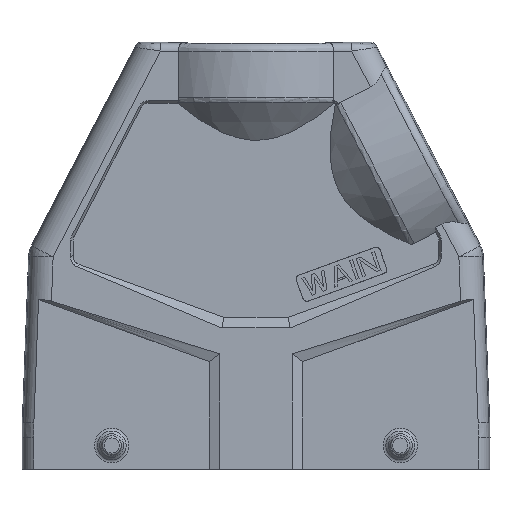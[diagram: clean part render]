
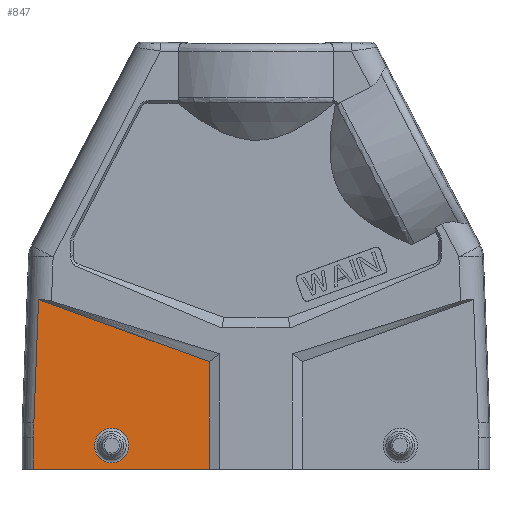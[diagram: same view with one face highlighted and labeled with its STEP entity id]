
A CAD part, top view. The second image highlights one B-rep face of the part: STEP entity #847.
In plain terms, the highlighted planar face has unit normal (0, 0, 1).
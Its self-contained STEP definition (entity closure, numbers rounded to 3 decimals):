
#251=FACE_BOUND('',#1883,.T.);
#252=FACE_BOUND('',#1884,.T.);
#516=CIRCLE('',#7605,97.302);
#526=CIRCLE('',#7641,4.414);
#847=ADVANCED_FACE('',(#251,#252),#1065,.T.);
#1065=PLANE('',#7642);
#1883=EDGE_LOOP('',(#3790));
#1884=EDGE_LOOP('',(#3791,#3792,#3793,#3794,#3795,#3796));
#3790=ORIENTED_EDGE('',*,*,#5714,.F.);
#3791=ORIENTED_EDGE('',*,*,#5667,.T.);
#3792=ORIENTED_EDGE('',*,*,#5671,.F.);
#3793=ORIENTED_EDGE('',*,*,#5674,.F.);
#3794=ORIENTED_EDGE('',*,*,#5664,.T.);
#3795=ORIENTED_EDGE('',*,*,#5660,.F.);
#3796=ORIENTED_EDGE('',*,*,#5713,.F.);
#4765=VERTEX_POINT('',#13165);
#4766=VERTEX_POINT('',#13166);
#4767=VERTEX_POINT('',#13171);
#4770=VERTEX_POINT('',#13182);
#4771=VERTEX_POINT('',#13184);
#4773=VERTEX_POINT('',#13193);
#4788=VERTEX_POINT('',#13402);
#5660=EDGE_CURVE('',#4765,#4766,#6302,.T.);
#5664=EDGE_CURVE('',#4767,#4766,#516,.T.);
#5667=EDGE_CURVE('',#4771,#4770,#6304,.T.);
#5671=EDGE_CURVE('',#4773,#4770,#6307,.T.);
#5674=EDGE_CURVE('',#4767,#4773,#6309,.T.);
#5713=EDGE_CURVE('',#4771,#4765,#6330,.T.);
#5714=EDGE_CURVE('',#4788,#4788,#526,.T.);
#6302=LINE('',#13164,#6909);
#6304=LINE('',#13183,#6911);
#6307=LINE('',#13194,#6914);
#6309=LINE('',#13214,#6916);
#6330=LINE('',#13399,#6937);
#6909=VECTOR('',#9160,1.);
#6911=VECTOR('',#9174,1.);
#6914=VECTOR('',#9179,1.);
#6916=VECTOR('',#9183,1.);
#6937=VECTOR('',#9266,1.);
#7605=AXIS2_PLACEMENT_3D('',#13172,#9169,#9170);
#7641=AXIS2_PLACEMENT_3D('',#13401,#9269,#9270);
#7642=AXIS2_PLACEMENT_3D('',#13403,#9271,#9272);
#9160=DIRECTION('',(0.,1.,0.));
#9169=DIRECTION('',(0.,0.,1.));
#9170=DIRECTION('',(1.,0.,0.));
#9174=DIRECTION('',(0.,1.,0.));
#9179=DIRECTION('',(0.94,-0.342,0.));
#9183=DIRECTION('',(0.038,0.999,0.));
#9266=DIRECTION('',(-1.,0.,0.));
#9269=DIRECTION('',(0.,0.,1.));
#9270=DIRECTION('',(1.,0.,0.));
#9271=DIRECTION('',(0.,0.,1.));
#9272=DIRECTION('',(1.,0.,0.));
#13164=CARTESIAN_POINT('',(-57.028,-152.205,21.5));
#13165=CARTESIAN_POINT('',(-57.028,-9.1,21.5));
#13166=CARTESIAN_POINT('',(-57.028,-0.907,21.5));
#13171=CARTESIAN_POINT('',(-56.957,2.792,21.5));
#13172=CARTESIAN_POINT('',(40.274,-0.907,21.5));
#13182=CARTESIAN_POINT('',(-12.,18.5,21.5));
#13183=CARTESIAN_POINT('',(-12.,86.877,21.5));
#13184=CARTESIAN_POINT('',(-12.,-9.1,21.5));
#13193=CARTESIAN_POINT('',(-55.754,34.425,21.5));
#13194=CARTESIAN_POINT('',(-55.754,34.425,21.5));
#13214=CARTESIAN_POINT('',(-56.967,2.533,21.5));
#13399=CARTESIAN_POINT('',(0.,-9.1,21.5));
#13401=CARTESIAN_POINT('',(-37.,-3.,21.5));
#13402=CARTESIAN_POINT('',(-32.586,-3.,21.5));
#13403=CARTESIAN_POINT('',(21.549,86.877,21.5));
